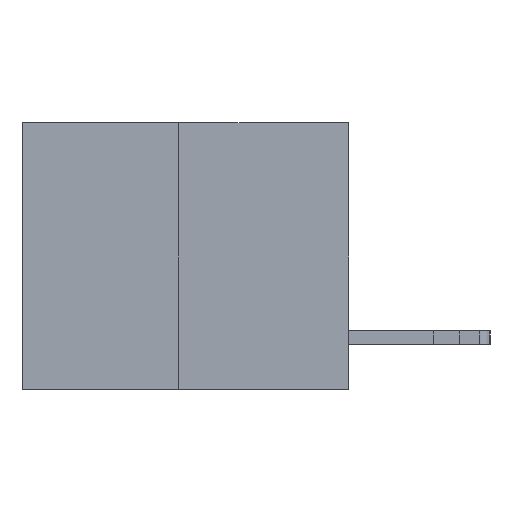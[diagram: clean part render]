
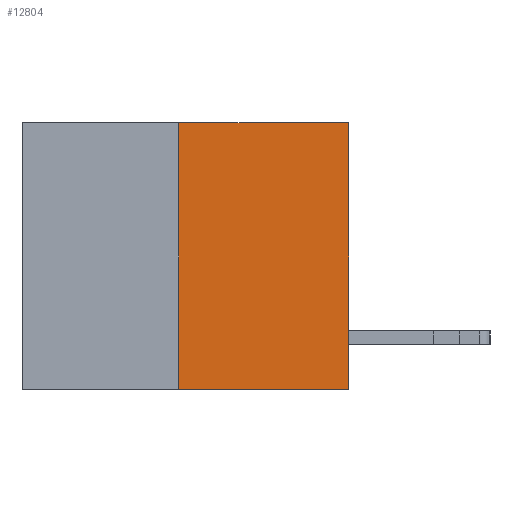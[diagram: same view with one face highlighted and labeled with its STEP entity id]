
A CAD part, left-side view. The second image highlights one B-rep face of the part: STEP entity #12804.
In plain terms, the highlighted planar face has unit normal (-1, 0, 0).
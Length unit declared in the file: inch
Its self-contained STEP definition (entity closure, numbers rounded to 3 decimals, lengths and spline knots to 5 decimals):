
#876 = EDGE_CURVE ( 'NONE', #24676, #20747, #27815, .T. ) ;
#3122 = FACE_OUTER_BOUND ( 'NONE', #22199, .T. ) ;
#4304 = DIRECTION ( 'NONE',  ( 0., -1., 0. ) ) ;
#4600 = CARTESIAN_POINT ( 'NONE',  ( 0., 0.6, 0. ) ) ;
#4780 = DIRECTION ( 'NONE',  ( 0., -1., 0. ) ) ;
#4938 = CARTESIAN_POINT ( 'NONE',  ( 0., 0., 0. ) ) ;
#4943 = CARTESIAN_POINT ( 'NONE',  ( 0., 0.312, 0. ) ) ;
#5854 = LINE ( 'NONE', #22038, #13696 ) ;
#6489 = VECTOR ( 'NONE', #4304, 39.37008 ) ;
#6541 = DIRECTION ( 'NONE',  ( 0., 0., 1. ) ) ;
#8260 = LINE ( 'NONE', #16062, #6489 ) ;
#9588 = DIRECTION ( 'NONE',  ( 1., 0., 0. ) ) ;
#9608 = LINE ( 'NONE', #4600, #10340 ) ;
#9772 = EDGE_CURVE ( 'NONE', #19793, #24676, #8260, .T. ) ;
#10340 = VECTOR ( 'NONE', #4780, 39.37008 ) ;
#12804 = ADVANCED_FACE ( 'NONE', ( #3122 ), #16152, .F. ) ;
#13696 = VECTOR ( 'NONE', #15331, 39.37008 ) ;
#14033 = CARTESIAN_POINT ( 'NONE',  ( 0., 0., -0.49 ) ) ;
#15331 = DIRECTION ( 'NONE',  ( 0., 0., 1. ) ) ;
#15439 = EDGE_CURVE ( 'NONE', #16577, #20747, #9608, .T. ) ;
#15612 = VECTOR ( 'NONE', #6541, 39.37008 ) ;
#16062 = CARTESIAN_POINT ( 'NONE',  ( 0., 0.6, -0.49 ) ) ;
#16152 = PLANE ( 'NONE',  #21353 ) ;
#16577 = VERTEX_POINT ( 'NONE', #4943 ) ;
#17947 = ORIENTED_EDGE ( 'NONE', *, *, #9772, .T. ) ;
#19793 = VERTEX_POINT ( 'NONE', #21898 ) ;
#20747 = VERTEX_POINT ( 'NONE', #4938 ) ;
#21353 = AXIS2_PLACEMENT_3D ( 'NONE', #27781, #9588, #25656 ) ;
#21898 = CARTESIAN_POINT ( 'NONE',  ( 0., 0.312, -0.49 ) ) ;
#22038 = CARTESIAN_POINT ( 'NONE',  ( 0., 0.312, -0.49 ) ) ;
#22199 = EDGE_LOOP ( 'NONE', ( #25023, #17947, #25948, #26451 ) ) ;
#24676 = VERTEX_POINT ( 'NONE', #14033 ) ;
#25023 = ORIENTED_EDGE ( 'NONE', *, *, #25631, .F. ) ;
#25631 = EDGE_CURVE ( 'NONE', #19793, #16577, #5854, .T. ) ;
#25656 = DIRECTION ( 'NONE',  ( 0., 0., -1. ) ) ;
#25948 = ORIENTED_EDGE ( 'NONE', *, *, #876, .T. ) ;
#26451 = ORIENTED_EDGE ( 'NONE', *, *, #15439, .F. ) ;
#26996 = CARTESIAN_POINT ( 'NONE',  ( 0., 0., 0. ) ) ;
#27781 = CARTESIAN_POINT ( 'NONE',  ( 0., 0.6, 0. ) ) ;
#27815 = LINE ( 'NONE', #26996, #15612 ) ;
